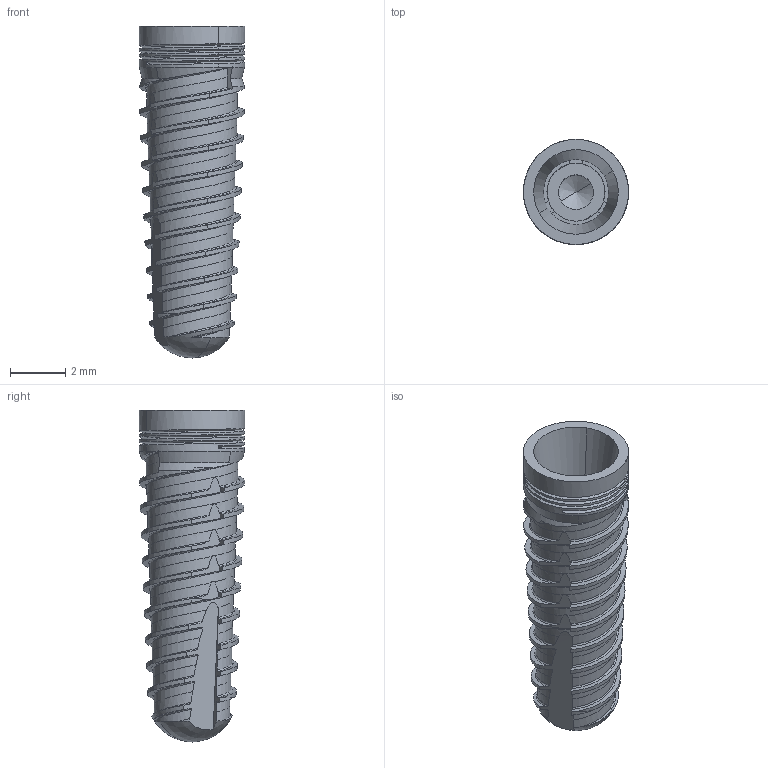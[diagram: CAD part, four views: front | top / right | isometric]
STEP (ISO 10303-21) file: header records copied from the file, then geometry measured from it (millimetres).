
FILE_DESCRIPTION (( 'STEP AP214' ), '1' );
FILE_NAME ('screwline2_bekezdes.STEP', '2021-08-16T12:26:12', ( '' ), ( '' ), 'SwSTEP 2.0', 'SolidWorks 2020', '' );
FILE_SCHEMA (( 'AUTOMOTIVE_DESIGN' ));
Length unit declared in the file: millimetre
Products named in the file (1): screwline2_bekezdes
Bounding box: 3.8 x 3.8 x 12 mm (x, y, z)
Volume: 69.8 mm3; surface area: 215.4 mm2
Topology: 1 solids, 1 shells, 222 faces, 659 edges, 439 vertices
Faces by surface type: bspline 112, plane 54, cone 38, cylinder 12, sphere 6
Entity records: 13921 total; most frequent: CARTESIAN_POINT 9225, ORIENTED_EDGE 1314, EDGE_CURVE 657, DIRECTION 452, VERTEX_POINT 439, B_SPLINE_CURVE_WITH_KNOTS 429, EDGE_LOOP 224, FACE_OUTER_BOUND 222
